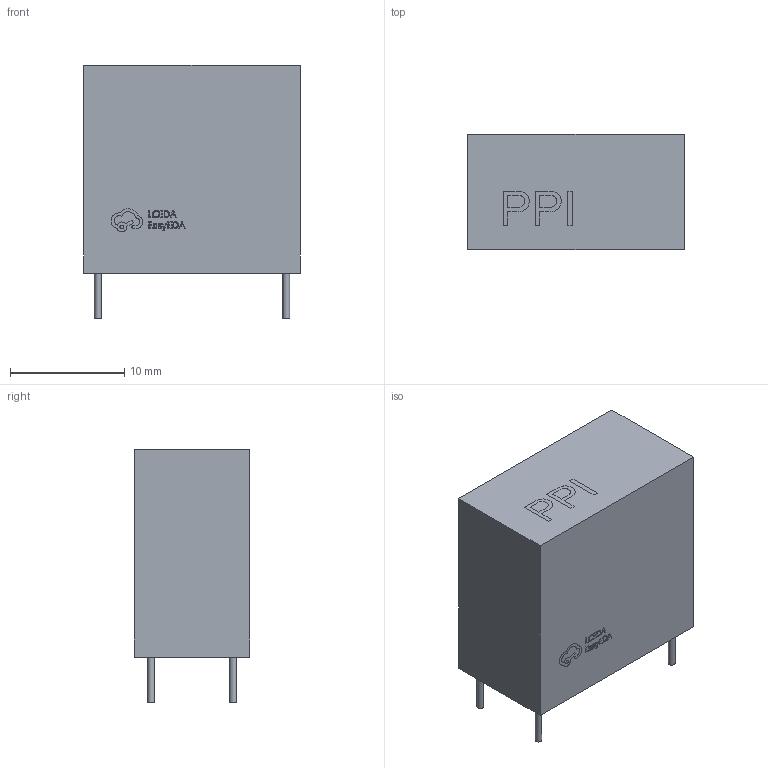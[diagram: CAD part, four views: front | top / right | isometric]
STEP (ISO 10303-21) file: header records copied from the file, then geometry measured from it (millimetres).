
FILE_DESCRIPTION(/* description */ (''),/* implementation_level */ '2;1');
FILE_NAME(/* name */ 'BOARDVET v5.step',/* time_stamp */ '2024-06-13T21:26:19+07:00',/* author */ (''),/* organization */ (''),/* preprocessor_version */ 'ST-DEVELOPER v20',/* originating_system */ 'Autodesk Translation Framework v12.20.1.177',/* authorisation */ '');
FILE_SCHEMA (('AUTOMOTIVE_DESIGN { 1 0 10303 214 3 1 1 }'));
Length unit declared in the file: millimetre
Products named in the file (5): BOARDVET; 3D_PCB1_2024-04-26; iqY7-L3; XFMR-TH_4P-L19.0-10.0-P7.20; COMPOUND (1)
Assembly tree (4 placements, depth 5):
  BOARDVET
    3D_PCB1_2024-04-26
      iqY7-L3
        XFMR-TH_4P-L19.0-10.0-P7.20
          COMPOUND (1)
Bounding box: 19 x 10.1 x 22.2 mm (x, y, z)
Volume: 3503.8 mm3; surface area: 1529.3 mm2
Topology: 17 solids, 17 shells, 352 faces, 921 edges, 614 vertices
Faces by surface type: plane 214, bspline 134, cylinder 4
Full cylindrical faces by diameter (mm): 0.6 x4
Entity records: 12305 total; most frequent: CARTESIAN_POINT 4123, ORIENTED_EDGE 1842, DIRECTION 1277, EDGE_CURVE 921, LINE 645, VECTOR 645, VERTEX_POINT 614, EDGE_LOOP 379
